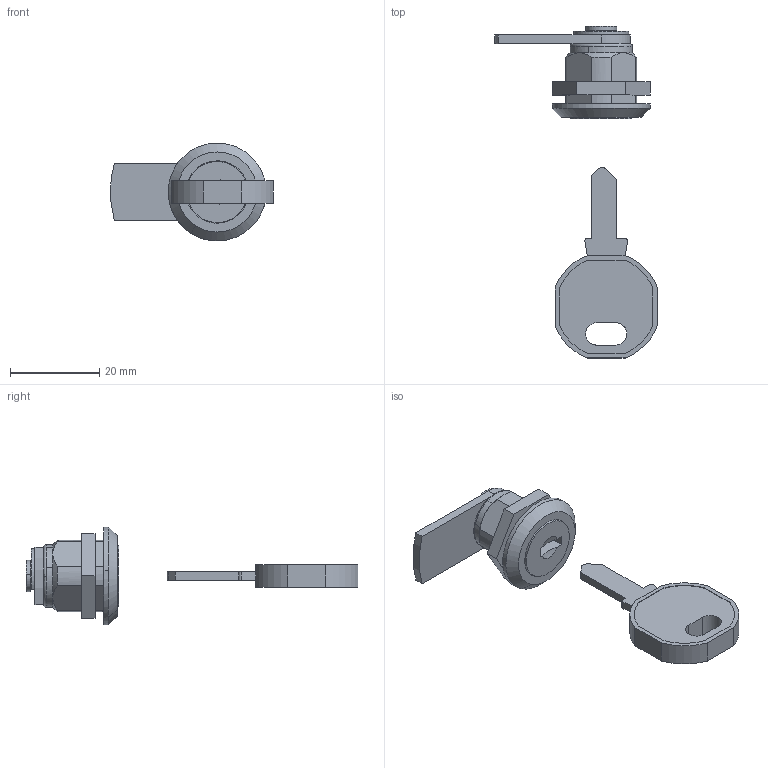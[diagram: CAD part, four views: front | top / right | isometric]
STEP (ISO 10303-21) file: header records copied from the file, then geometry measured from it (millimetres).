
FILE_DESCRIPTION((''),'2;1');
FILE_NAME('','2006-10-31T09:01:17',(''),(''),'','CADfix','');
FILE_SCHEMA(('AUTOMOTIVE_DESIGN'));
Length unit declared in the file: millimetre
Products named in the file (6): nut; lock; key; housing; cam; TEL_1022_U66_9701_36
Assembly tree (5 placements, depth 2):
  TEL_1022_U66_9701_36
    nut
    lock
    key
    housing
    cam
Bounding box: 36.59 x 74.57 x 22 mm (x, y, z)
Volume: 6648 mm3; surface area: 6186.9 mm2
Topology: 5 solids, 5 shells, 154 faces, 442 edges, 306 vertices
Faces by surface type: bspline 154
Entity records: 5161 total; most frequent: CARTESIAN_POINT 2522, ORIENTED_EDGE 884, EDGE_CURVE 442, VERTEX_POINT 306, QUASI_UNIFORM_CURVE 248, EDGE_LOOP 174, FACE_OUTER_BOUND 154, ADVANCED_FACE 154
